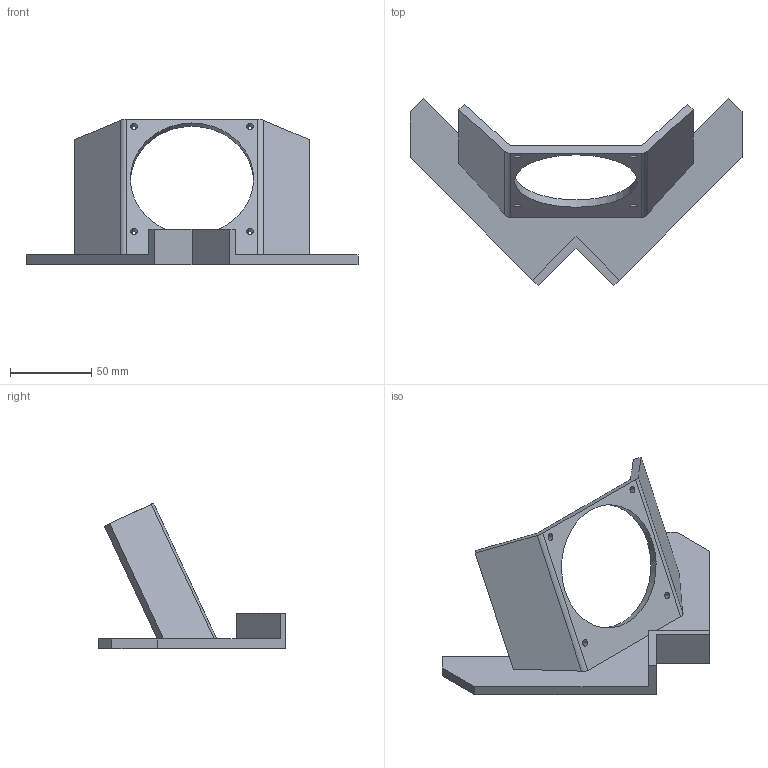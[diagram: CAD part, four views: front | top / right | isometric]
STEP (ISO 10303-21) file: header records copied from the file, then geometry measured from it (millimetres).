
FILE_DESCRIPTION(/* description */ (''),/* implementation_level */ '2;1');
FILE_NAME(/* name */ 'Boundary Fan Mount.step',/* time_stamp */ '2020-09-16T21:29:31-07:00',/* author */ (''),/* organization */ (''),/* preprocessor_version */ 'ST-DEVELOPER v18.1',/* originating_system */ 'Autodesk Translation Framework v9.3.0.1241',/* authorisation */ '');
FILE_SCHEMA (('AUTOMOTIVE_DESIGN { 1 0 10303 214 3 1 1 }'));
Length unit declared in the file: millimetre
Products named in the file (1): Boundary Fan Mount
Bounding box: 204.72 x 115.85 x 89.68 mm (x, y, z)
Volume: 106917.2 mm3; surface area: 45647.3 mm2
Topology: 1 solids, 1 shells, 40 faces, 112 edges, 74 vertices
Faces by surface type: plane 29, cylinder 8, bspline 3
Full cylindrical faces by diameter (mm): 4 x4, 76 x1
Entity records: 1341 total; most frequent: CARTESIAN_POINT 242, ORIENTED_EDGE 224, DIRECTION 213, EDGE_CURVE 112, LINE 87, VECTOR 87, VERTEX_POINT 74, AXIS2_PLACEMENT_3D 63
